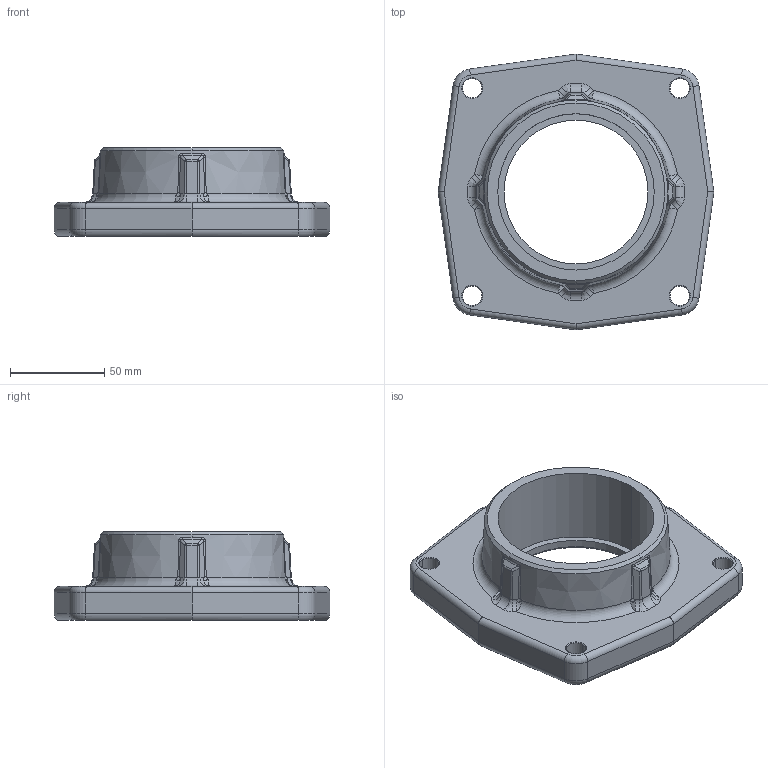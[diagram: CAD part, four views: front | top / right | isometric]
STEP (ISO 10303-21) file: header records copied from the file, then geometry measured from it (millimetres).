
FILE_DESCRIPTION((''),'2;1');
FILE_NAME('C19030','2017-07-19T',('sobrien2'),(''),'CREO PARAMETRIC BY PTC INC, 2015290','CREO PARAMETRIC BY PTC INC, 2015290','');
FILE_SCHEMA(('CONFIG_CONTROL_DESIGN'));
Length unit declared in the file: inch
Products named in the file (1): C19030
Bounding box: 146.05 x 146.05 x 46.86 mm (x, y, z)
Volume: 302686.6 mm3; surface area: 57277.7 mm2
Topology: 1 solids, 1 shells, 178 faces, 400 edges, 226 vertices
Faces by surface type: cylinder 52, bspline 44, cone 26, plane 24, torus 16, sphere 16
Entity records: 6455 total; most frequent: CARTESIAN_POINT 2709, ORIENTED_EDGE 800, DIRECTION 742, EDGE_CURVE 400, AXIS2_PLACEMENT_3D 312, VERTEX_POINT 226, EDGE_LOOP 190, FACE_OUTER_BOUND 178
